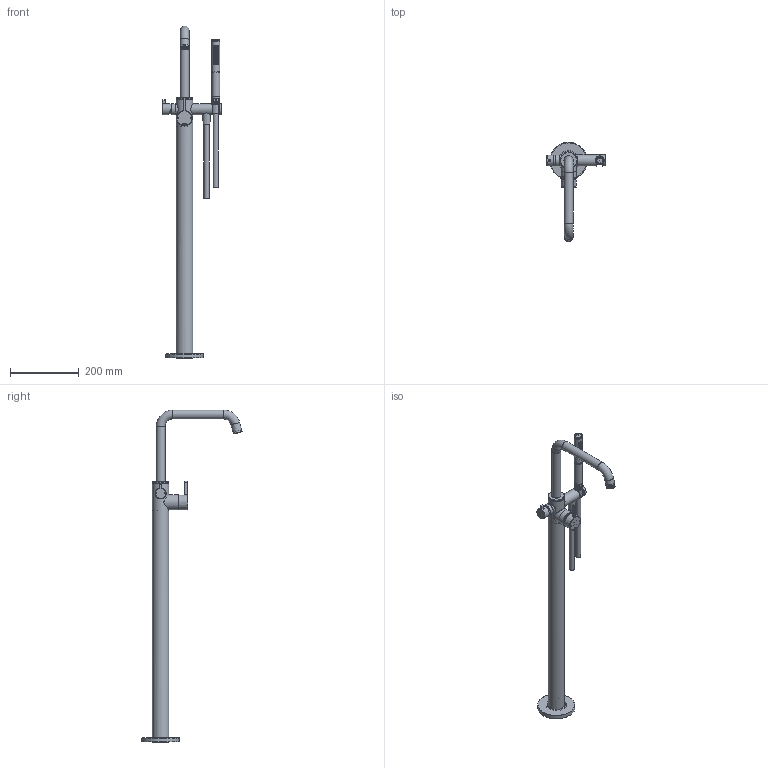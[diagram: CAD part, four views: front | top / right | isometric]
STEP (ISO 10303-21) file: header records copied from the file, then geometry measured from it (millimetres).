
FILE_DESCRIPTION(/* description */ ('Unknown'),/* implementation_level */ '2;1');
FILE_NAME(/* name */ 'AC177',/* time_stamp */ '2023-11-20T08:16:07+01:00',/* author */ ('Unknown'),/* organization */ ('Unknown'),/* preprocessor_version */ 'ST-DEVELOPER v18.102',/* originating_system */ 'Solid Edge',/* authorisation */ 'Unknown');
FILE_SCHEMA (('PROCESS_PLANNING_SCHEMA','AUTOMOTIVE_DESIGN {1 0 10303 214 3 1 1}'));
Products named in the file (31): AC177EXT-00; B002-03; CB077-18; CB177-004_oa_0; CB177-20; CB177-16; AC177-004_oa_1; CB177-04; CB177-02; CB177-03; AC177-04; AC177-002; AC177-02; B077-33; B077-001; B077-10; B077-27; M354-00_oa_2; M354-001_oa_3; C101014_02100ZZ; A133037_13400ZZ; A089014_00101ZZ; A064038_12900ZZ; AC023-01; AC177-001_oa_4; AC177-01; AC177-003_oa_5; AC177-05; M015-001; CB177-003_oa_6; CB177-11
Assembly tree (31 placements, depth 4):
  AC177EXT-00
    B002-03
    CB077-18
    CB177-004_oa_0
      CB177-20
      CB177-16
    AC177-004_oa_1
      CB177-04
      CB177-02
      CB177-03
      AC177-04
    AC177-002
      AC177-02
      B077-33
    B077-001
      B077-10
      B077-27
    M354-00_oa_2
      M354-001_oa_3
        C101014_02100ZZ
        A133037_13400ZZ
        A089014_00101ZZ
        A064038_12900ZZ
    AC023-01
    AC177-001_oa_4
      AC177-01
    AC177-003_oa_5
      AC177-05
    M015-001  x2
    CB177-003_oa_6
      CB177-11
Bounding box: 172.3 x 292.04 x 969.2 mm (x, y, z)
Volume: 640993.5 mm3; surface area: 442473.2 mm2
Topology: 23 solids, 23 shells, 1527 faces, 3939 edges, 2522 vertices
Faces by surface type: plane 492, cylinder 410, bspline 322, torus 162, cone 129, sphere 12
Full cylindrical faces by diameter (mm): 3.2 x40, 3.242 x1, 3.3 x1, 4 x1, 4.2 x2, 5 x1, 6 x1, 8.5 x1, 9 x1, 10 x1, 10.5 x1, 13 x1, 15 x3, 16 x1, 16.5 x2, 18 x2, 18.8 x2, 19 x1, 20.8 x4, 20.9 x1, 21.166 x1, 21.2 x1, 21.6 x5, 21.8 x1, 22 x2, 22.2 x1, 23 x7, 23.472 x2, 23.5 x1, 24 x1
Entity records: 61482 total; most frequent: CARTESIAN_POINT 25026, ORIENTED_EDGE 6734, DIRECTION 5984, EDGE_CURVE 3367, AXIS2_PLACEMENT_3D 2363, VERTEX_POINT 2306, FACE_BOUND 2125, EDGE_LOOP 2122
